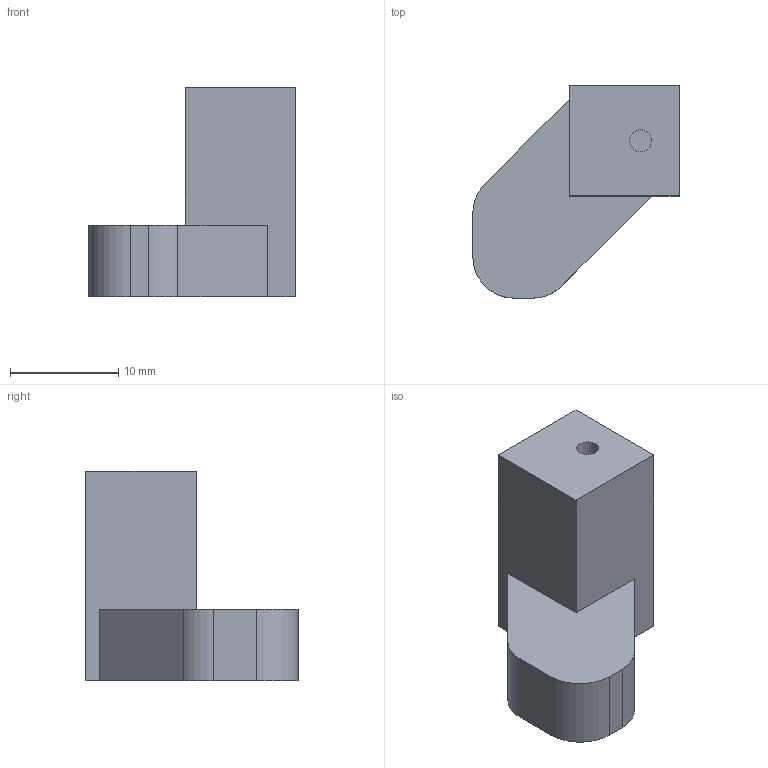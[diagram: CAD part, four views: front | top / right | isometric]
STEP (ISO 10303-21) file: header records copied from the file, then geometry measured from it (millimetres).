
FILE_DESCRIPTION(/* description */ (''),/* implementation_level */ '2;1');
FILE_NAME(/* name */ 'LRF Support Post v4.step',/* time_stamp */ '2020-05-10T12:44:04-05:00',/* author */ (''),/* organization */ (''),/* preprocessor_version */ 'ST-DEVELOPER v18.1',/* originating_system */ 'Autodesk Translation Framework v9.2.0.1227',/* authorisation */ '');
FILE_SCHEMA (('AUTOMOTIVE_DESIGN { 1 0 10303 214 3 1 1 }'));
Length unit declared in the file: inch
Products named in the file (1): LRF Support Post
Bounding box: 19.03 x 19.57 x 19.33 mm (x, y, z)
Volume: 2923.5 mm3; surface area: 1520.9 mm2
Topology: 1 solids, 1 shells, 18 faces, 42 edges, 28 vertices
Faces by surface type: plane 13, cylinder 5
Full cylindrical faces by diameter (mm): 2.032 x2
Entity records: 551 total; most frequent: DIRECTION 90, CARTESIAN_POINT 89, ORIENTED_EDGE 84, EDGE_CURVE 42, LINE 32, VECTOR 32, AXIS2_PLACEMENT_3D 29, VERTEX_POINT 28
